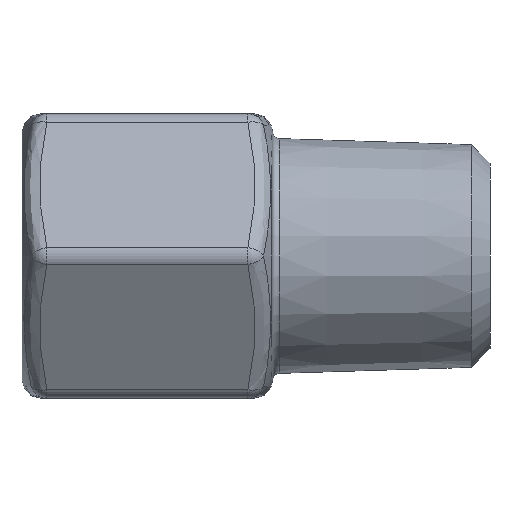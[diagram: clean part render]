
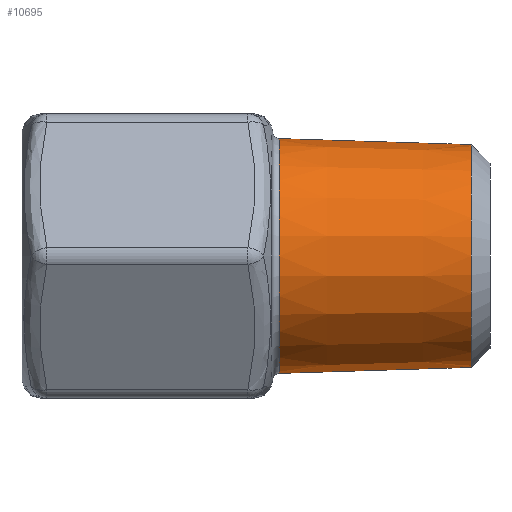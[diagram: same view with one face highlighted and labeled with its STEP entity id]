
A CAD part, front view. The second image highlights one B-rep face of the part: STEP entity #10695.
In plain terms, the highlighted conical face has half-angle 1.79 degrees and reference radius 6.663 mm.
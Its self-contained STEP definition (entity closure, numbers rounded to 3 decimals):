
#655 = AXIS2_PLACEMENT_3D ( 'NONE', #10892, #12172, #6784 ) ;
#1164 = VECTOR ( 'NONE', #7900, 1000. ) ;
#2377 = LINE ( 'NONE', #15988, #8992 ) ;
#2500 = ORIENTED_EDGE ( 'NONE', *, *, #15982, .T. ) ;
#2956 = CARTESIAN_POINT ( 'NONE',  ( 15.388, 0., 0. ) ) ;
#5072 = VERTEX_POINT ( 'NONE', #10714 ) ;
#5082 = LINE ( 'NONE', #6631, #1164 ) ;
#5701 = EDGE_LOOP ( 'NONE', ( #12642, #2500, #7104, #16838 ) ) ;
#6387 = EDGE_CURVE ( 'NONE', #8950, #9774, #5082, .T. ) ;
#6631 = CARTESIAN_POINT ( 'NONE',  ( 26.87, 0., 6.663 ) ) ;
#6784 = DIRECTION ( 'NONE',  ( 0., 0., 1. ) ) ;
#7104 = ORIENTED_EDGE ( 'NONE', *, *, #6387, .T. ) ;
#7900 = DIRECTION ( 'NONE',  ( -1., 0., 0.031 ) ) ;
#8298 = VERTEX_POINT ( 'NONE', #14234 ) ;
#8950 = VERTEX_POINT ( 'NONE', #9267 ) ;
#8992 = VECTOR ( 'NONE', #15929, 1000. ) ;
#9089 = CIRCLE ( 'NONE', #655, 6.663 ) ;
#9267 = CARTESIAN_POINT ( 'NONE',  ( 26.87, 0., 6.663 ) ) ;
#9529 = DIRECTION ( 'NONE',  ( 0., 0., 1. ) ) ;
#9627 = AXIS2_PLACEMENT_3D ( 'NONE', #2956, #16077, #9529 ) ;
#9697 = CIRCLE ( 'NONE', #9627, 7.022 ) ;
#9774 = VERTEX_POINT ( 'NONE', #15341 ) ;
#10695 = ADVANCED_FACE ( 'NONE', ( #16747 ), #13282, .T. ) ;
#10714 = CARTESIAN_POINT ( 'NONE',  ( 26.87, 0., -6.663 ) ) ;
#10892 = CARTESIAN_POINT ( 'NONE',  ( 26.87, 0., 0. ) ) ;
#11987 = CARTESIAN_POINT ( 'NONE',  ( 26.87, 0., 0. ) ) ;
#12172 = DIRECTION ( 'NONE',  ( -1., 0., 0. ) ) ;
#12406 = AXIS2_PLACEMENT_3D ( 'NONE', #11987, #14553, #13203 ) ;
#12642 = ORIENTED_EDGE ( 'NONE', *, *, #15430, .F. ) ;
#13203 = DIRECTION ( 'NONE',  ( 0., 0., 1. ) ) ;
#13282 = CONICAL_SURFACE ( 'NONE', #12406, 6.663, 0.031 ) ;
#14234 = CARTESIAN_POINT ( 'NONE',  ( 15.388, 0., -7.022 ) ) ;
#14553 = DIRECTION ( 'NONE',  ( -1., 0., 0. ) ) ;
#15341 = CARTESIAN_POINT ( 'NONE',  ( 15.388, 0., 7.022 ) ) ;
#15430 = EDGE_CURVE ( 'NONE', #5072, #8298, #2377, .T. ) ;
#15928 = EDGE_CURVE ( 'NONE', #9774, #8298, #9697, .T. ) ;
#15929 = DIRECTION ( 'NONE',  ( -1., 0., -0.031 ) ) ;
#15982 = EDGE_CURVE ( 'NONE', #5072, #8950, #9089, .T. ) ;
#15988 = CARTESIAN_POINT ( 'NONE',  ( 26.87, 0., -6.663 ) ) ;
#16077 = DIRECTION ( 'NONE',  ( 1., 0., 0. ) ) ;
#16747 = FACE_OUTER_BOUND ( 'NONE', #5701, .T. ) ;
#16838 = ORIENTED_EDGE ( 'NONE', *, *, #15928, .T. ) ;
